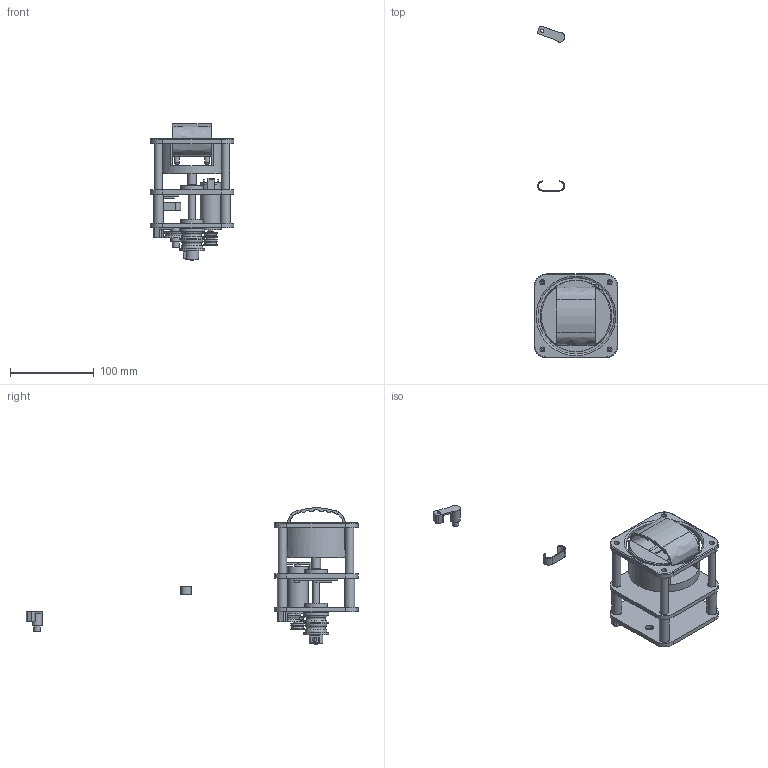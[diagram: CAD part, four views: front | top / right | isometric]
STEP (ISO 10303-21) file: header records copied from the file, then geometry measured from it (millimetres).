
FILE_DESCRIPTION(/* description */ (''),/* implementation_level */ '2;1');
FILE_NAME(/* name */ 'OSWW v39.step',/* time_stamp */ '2023-04-01T12:10:08+02:00',/* author */ (''),/* organization */ (''),/* preprocessor_version */ 'ST-DEVELOPER v19.2',/* originating_system */ 'Autodesk Translation Framework v11.17.0.187',/* authorisation */ '');
FILE_SCHEMA (('AUTOMOTIVE_DESIGN { 1 0 10303 214 3 1 1 }'));
Length unit declared in the file: millimetre
Products named in the file (39): Clutch Assembly for OSWW; STRUCT-Back Plate-v2; STRUCT-Mid Plate-v2; STRUCT-Front Plate-v2; Brass 4mm diameter rod; 608ZZ Bearing Assembly; 608ZZ Bearing Assembly_1; Motor + Gear Reduction; drive dowel; brass collar; electrical connectors; Component18; Motor Drive Pulley-v3; M4 Nylon Washer; ESP32; ESP32-CPU; ESP32-PCB; ESP32-USB_PORT; Drive Belt Tensioner-v2; Tensioner Mount_v2; 608ZZ Bearing Assembly_2; Bearings; Inner Race; Outer Race; Tension Pulley_v1; Horizontal Multi Clip; Watch_Jig_Assembly-v2; Watch_jig_collar-v4; Watch_Jig_driveshaft-v3; Watch_Jig-v4; Mounting_Dowel_Assembly-v3; Mounting_Dowel_Assembly-v3_1; Mounting_Dowel_Assembly-v3_2; Mounting_Dowel_Assembly-v3_3; Mounting_Dowel_v3; Mounting_Dowel Sleeve-v3; Watch Mount-v7; Clutchless-drive_v2; High-Mount_Drive Belt-Tensioner-v1
Assembly tree (50 placements, depth 4):
  Clutch Assembly for OSWW
    STRUCT-Back Plate-v2
    STRUCT-Mid Plate-v2
    STRUCT-Front Plate-v2
    Brass 4mm diameter rod
    608ZZ Bearing Assembly
      Bearings
      Inner Race
      Outer Race
    608ZZ Bearing Assembly_1
      Bearings
      Inner Race
      Outer Race
    Motor + Gear Reduction
      drive dowel
      brass collar
      electrical connectors
        Component18
      Motor Drive Pulley-v3
    M4 Nylon Washer
    ESP32
      ESP32-CPU
      ESP32-PCB
      ESP32-USB_PORT
    Drive Belt Tensioner-v2
      Tensioner Mount_v2
      608ZZ Bearing Assembly_2
        Bearings
        Inner Race
        Outer Race
      Tension Pulley_v1
    Horizontal Multi Clip
    Watch_Jig_Assembly-v2
      Watch_jig_collar-v4
      Watch_Jig_driveshaft-v3
      Watch_Jig-v4
    Mounting_Dowel_Assembly-v3
      Mounting_Dowel_v3
      Mounting_Dowel Sleeve-v3
    Mounting_Dowel_Assembly-v3_1
      Mounting_Dowel_v3
      Mounting_Dowel Sleeve-v3
    Mounting_Dowel_Assembly-v3_2
      Mounting_Dowel_v3
      Mounting_Dowel Sleeve-v3
    Mounting_Dowel_Assembly-v3_3
      Mounting_Dowel_v3
      Mounting_Dowel Sleeve-v3
    Watch Mount-v7
    Clutchless-drive_v2
    High-Mount_Drive Belt-Tensioner-v1
Bounding box: 100 x 395.72 x 163.01 mm (x, y, z)
Volume: 345368.7 mm3; surface area: 158422.6 mm2
Topology: 42 solids, 42 shells, 478 faces, 1020 edges, 660 vertices
Faces by surface type: plane 216, cylinder 199, bspline 25, torus 18, sphere 16, cone 4
Full cylindrical faces by diameter (mm): 1 x2, 3 x2, 3.2 x8, 3.8 x2, 4 x4, 4.1 x1, 4.2 x3, 4.3 x1, 5.1 x8, 5.2 x1, 6 x14, 7 x1, 7.9 x3, 7.92 x1, 8 x3, 8.1 x1, 9 x1, 9.8 x4, 10 x12, 10.7 x2, 11 x2, 11.3 x6, 11.8 x2, 12 x4, 16 x7, 18 x6, 22 x6, 23 x1, 25 x1, 26 x4
Entity records: 15500 total; most frequent: CARTESIAN_POINT 4666, DIRECTION 2253, ORIENTED_EDGE 1862, EDGE_CURVE 931, AXIS2_PLACEMENT_3D 912, VERTEX_POINT 606, EDGE_LOOP 523, LINE 429
